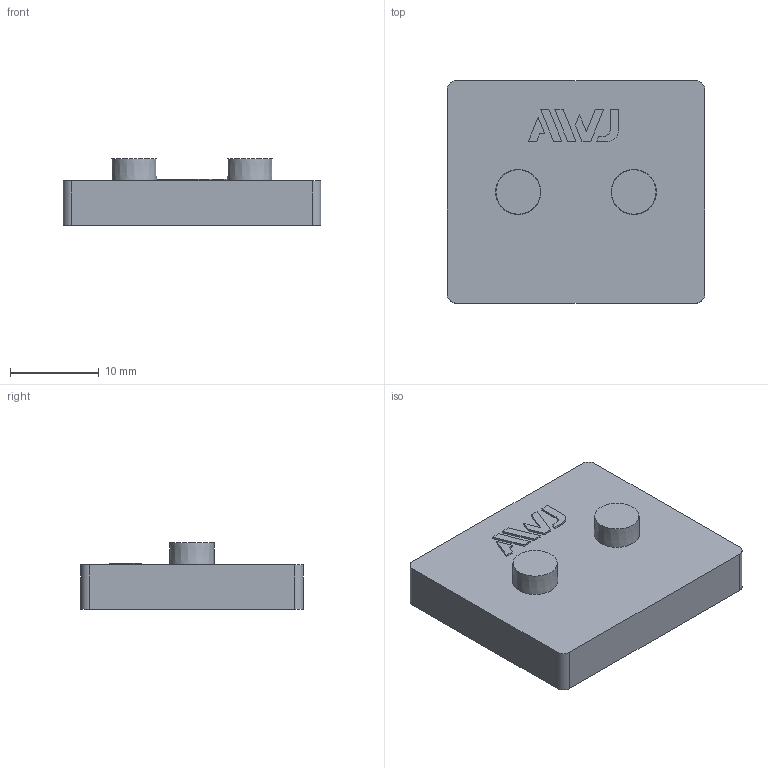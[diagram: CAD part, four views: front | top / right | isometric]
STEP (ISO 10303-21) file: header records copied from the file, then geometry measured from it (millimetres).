
FILE_DESCRIPTION( ( 'STEP AP203' ), '1' );
FILE_NAME( 'SG25・30SU.step', '2022-07-19T09:05:51', ( ' ' ), ( ' ' ), 'XStep 1.0', ' ', ' ' );
FILE_SCHEMA( ( 'CONFIG_CONTROL_DESIGN' ) );
Length unit declared in the file: millimetre
Products named in the file (1): 1
Bounding box: 29 x 25 x 7.5 mm (x, y, z)
Volume: 2796.6 mm3; surface area: 3018.7 mm2
Topology: 1 solids, 1 shells, 192 faces, 482 edges, 322 vertices
Faces by surface type: plane 184, cylinder 6, cone 2
Entity records: 5654 total; most frequent: CARTESIAN_POINT 991, ORIENTED_EDGE 956, DIRECTION 880, EDGE_CURVE 478, LINE 462, VECTOR 462, VERTEX_POINT 320, EDGE_LOOP 224
